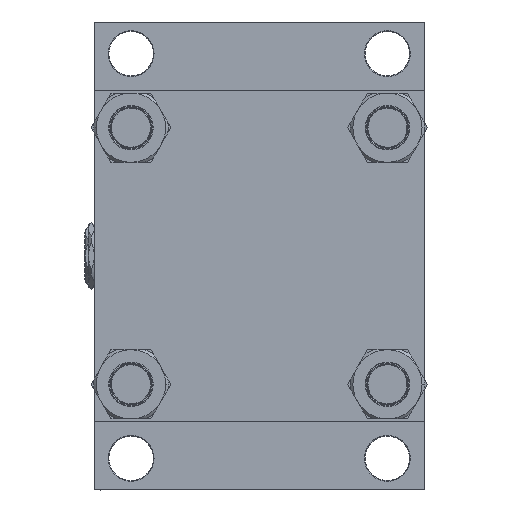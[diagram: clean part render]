
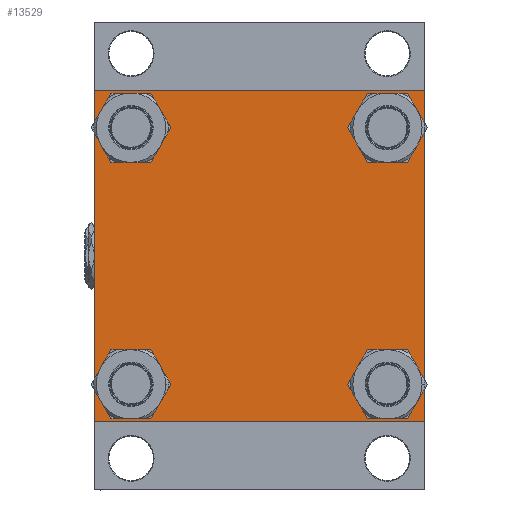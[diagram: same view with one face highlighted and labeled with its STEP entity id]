
A CAD part, left-side view. The second image highlights one B-rep face of the part: STEP entity #13529.
In plain terms, the highlighted planar face has unit normal (-1, 0, 0).
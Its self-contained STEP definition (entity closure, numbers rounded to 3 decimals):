
#385 = EDGE_CURVE ( 'NONE', #47746, #33079, #43729, .T. ) ;
#1056 = EDGE_LOOP ( 'NONE', ( #29657, #35822, #47772, #8643, #10893, #24710, #42654, #12658 ) ) ;
#1152 = AXIS2_PLACEMENT_3D ( 'NONE', #22968, #41907, #27002 ) ;
#1606 = CARTESIAN_POINT ( 'NONE',  ( 0., -122.5, -122. ) ) ;
#1657 = ORIENTED_EDGE ( 'NONE', *, *, #15111, .T. ) ;
#2013 = VECTOR ( 'NONE', #39235, 1000. ) ;
#2834 = DIRECTION ( 'NONE',  ( 0., 0., -1. ) ) ;
#3084 = LINE ( 'NONE', #14444, #26160 ) ;
#3375 = CARTESIAN_POINT ( 'NONE',  ( 0., 95.1, -110.6 ) ) ;
#3864 = CIRCLE ( 'NONE', #32054, 15.5 ) ;
#4071 = CIRCLE ( 'NONE', #12923, 15.5 ) ;
#4250 = DIRECTION ( 'NONE',  ( 1., 0., 0. ) ) ;
#4290 = VERTEX_POINT ( 'NONE', #38652 ) ;
#4971 = DIRECTION ( 'NONE',  ( 0., 0., 1. ) ) ;
#5044 = CARTESIAN_POINT ( 'NONE',  ( 0., 122.5, 122. ) ) ;
#6154 = LINE ( 'NONE', #29376, #9320 ) ;
#6583 = DIRECTION ( 'NONE',  ( 0., 0., 1. ) ) ;
#6593 = ORIENTED_EDGE ( 'NONE', *, *, #11219, .T. ) ;
#7027 = AXIS2_PLACEMENT_3D ( 'NONE', #18873, #49195, #45650 ) ;
#7747 = CARTESIAN_POINT ( 'NONE',  ( 0., 95.1, 110.6 ) ) ;
#8643 = ORIENTED_EDGE ( 'NONE', *, *, #26988, .T. ) ;
#9087 = CARTESIAN_POINT ( 'NONE',  ( 0., -122.25, 122.25 ) ) ;
#9320 = VECTOR ( 'NONE', #44514, 1000. ) ;
#9694 = EDGE_CURVE ( 'NONE', #4290, #49696, #46244, .T. ) ;
#9711 = DIRECTION ( 'NONE',  ( 1., 0., 0. ) ) ;
#10893 = ORIENTED_EDGE ( 'NONE', *, *, #13367, .F. ) ;
#11072 = FACE_OUTER_BOUND ( 'NONE', #1056, .T. ) ;
#11219 = EDGE_CURVE ( 'NONE', #33079, #47746, #43183, .T. ) ;
#11479 = CARTESIAN_POINT ( 'NONE',  ( 0., -95.1, 110.6 ) ) ;
#11709 = CARTESIAN_POINT ( 'NONE',  ( 0., 95.1, 79.6 ) ) ;
#12658 = ORIENTED_EDGE ( 'NONE', *, *, #36945, .T. ) ;
#12674 = CIRCLE ( 'NONE', #40889, 15.5 ) ;
#12859 = CARTESIAN_POINT ( 'NONE',  ( 0., -95.1, 79.6 ) ) ;
#12923 = AXIS2_PLACEMENT_3D ( 'NONE', #15605, #4250, #46893 ) ;
#12968 = VERTEX_POINT ( 'NONE', #3375 ) ;
#13257 = CARTESIAN_POINT ( 'NONE',  ( 0., -95.1, -110.6 ) ) ;
#13367 = EDGE_CURVE ( 'NONE', #28435, #35264, #37329, .T. ) ;
#13529 = ADVANCED_FACE ( 'NONE', ( #38586, #18634, #19380, #14862, #11072 ), #22676, .T. ) ;
#14103 = EDGE_CURVE ( 'NONE', #15979, #48808, #46462, .T. ) ;
#14444 = CARTESIAN_POINT ( 'NONE',  ( 0., 122.5, 122.5 ) ) ;
#14562 = DIRECTION ( 'NONE',  ( 1., 0., 0. ) ) ;
#14862 = FACE_BOUND ( 'NONE', #45627, .T. ) ;
#15105 = VECTOR ( 'NONE', #17375, 1000. ) ;
#15111 = EDGE_CURVE ( 'NONE', #45429, #33281, #12674, .T. ) ;
#15336 = EDGE_LOOP ( 'NONE', ( #17531, #1657 ) ) ;
#15424 = DIRECTION ( 'NONE',  ( 0., -1., 0. ) ) ;
#15605 = CARTESIAN_POINT ( 'NONE',  ( 0., -95.1, -95.1 ) ) ;
#15854 = CARTESIAN_POINT ( 'NONE',  ( 0., -122., -122.5 ) ) ;
#15979 = VERTEX_POINT ( 'NONE', #47967 ) ;
#16111 = EDGE_CURVE ( 'NONE', #46005, #12968, #3864, .T. ) ;
#16661 = LINE ( 'NONE', #9087, #26048 ) ;
#16751 = CARTESIAN_POINT ( 'NONE',  ( 0., 122.5, -122.5 ) ) ;
#16918 = DIRECTION ( 'NONE',  ( 1., 0., 0. ) ) ;
#17227 = CIRCLE ( 'NONE', #1152, 15.5 ) ;
#17375 = DIRECTION ( 'NONE',  ( 0., 0., -1. ) ) ;
#17531 = ORIENTED_EDGE ( 'NONE', *, *, #23774, .T. ) ;
#17590 = EDGE_CURVE ( 'NONE', #42811, #37958, #27626, .T. ) ;
#17784 = EDGE_CURVE ( 'NONE', #28435, #48808, #16661, .T. ) ;
#18574 = CARTESIAN_POINT ( 'NONE',  ( 0., 95.1, 95.1 ) ) ;
#18634 = FACE_BOUND ( 'NONE', #35313, .T. ) ;
#18873 = CARTESIAN_POINT ( 'NONE',  ( 0., 0., 0. ) ) ;
#19380 = FACE_BOUND ( 'NONE', #21374, .T. ) ;
#20567 = EDGE_CURVE ( 'NONE', #48069, #4290, #3084, .T. ) ;
#20814 = DIRECTION ( 'NONE',  ( 0., 0., 1. ) ) ;
#21374 = EDGE_LOOP ( 'NONE', ( #40264, #38389 ) ) ;
#22177 = CARTESIAN_POINT ( 'NONE',  ( 0., -122.5, 122.5 ) ) ;
#22676 = PLANE ( 'NONE',  #7027 ) ;
#22968 = CARTESIAN_POINT ( 'NONE',  ( 0., -95.1, 95.1 ) ) ;
#23774 = EDGE_CURVE ( 'NONE', #33281, #45429, #17227, .T. ) ;
#24710 = ORIENTED_EDGE ( 'NONE', *, *, #17784, .T. ) ;
#24740 = DIRECTION ( 'NONE',  ( 0., 0., 1. ) ) ;
#25962 = EDGE_CURVE ( 'NONE', #49696, #47178, #39970, .T. ) ;
#26048 = VECTOR ( 'NONE', #32067, 1000. ) ;
#26160 = VECTOR ( 'NONE', #2834, 1000. ) ;
#26988 = EDGE_CURVE ( 'NONE', #47178, #35264, #6154, .T. ) ;
#27002 = DIRECTION ( 'NONE',  ( 0., 0., 1. ) ) ;
#27626 = CIRCLE ( 'NONE', #41366, 15.5 ) ;
#27995 = CIRCLE ( 'NONE', #33693, 15.5 ) ;
#28435 = VERTEX_POINT ( 'NONE', #29010 ) ;
#28922 = DIRECTION ( 'NONE',  ( 0., 0., 1. ) ) ;
#29010 = CARTESIAN_POINT ( 'NONE',  ( 0., -122.5, 122. ) ) ;
#29051 = ORIENTED_EDGE ( 'NONE', *, *, #385, .T. ) ;
#29208 = AXIS2_PLACEMENT_3D ( 'NONE', #18574, #14562, #49131 ) ;
#29376 = CARTESIAN_POINT ( 'NONE',  ( 0., -122.25, -122.25 ) ) ;
#29657 = ORIENTED_EDGE ( 'NONE', *, *, #20567, .T. ) ;
#30315 = CARTESIAN_POINT ( 'NONE',  ( 0., 122.5, 122.5 ) ) ;
#31724 = LINE ( 'NONE', #47124, #36967 ) ;
#31839 = VECTOR ( 'NONE', #43185, 1000. ) ;
#32054 = AXIS2_PLACEMENT_3D ( 'NONE', #49471, #45207, #6583 ) ;
#32067 = DIRECTION ( 'NONE',  ( 0., 0.707, 0.707 ) ) ;
#32357 = CARTESIAN_POINT ( 'NONE',  ( 0., -122., 122.5 ) ) ;
#33079 = VERTEX_POINT ( 'NONE', #7747 ) ;
#33281 = VERTEX_POINT ( 'NONE', #11479 ) ;
#33608 = CARTESIAN_POINT ( 'NONE',  ( 0., 95.1, -79.6 ) ) ;
#33693 = AXIS2_PLACEMENT_3D ( 'NONE', #48605, #48863, #28922 ) ;
#34876 = CARTESIAN_POINT ( 'NONE',  ( 0., 122.25, -122.25 ) ) ;
#35264 = VERTEX_POINT ( 'NONE', #1606 ) ;
#35313 = EDGE_LOOP ( 'NONE', ( #48551, #48503 ) ) ;
#35822 = ORIENTED_EDGE ( 'NONE', *, *, #9694, .T. ) ;
#35948 = AXIS2_PLACEMENT_3D ( 'NONE', #40040, #43586, #4971 ) ;
#36945 = EDGE_CURVE ( 'NONE', #15979, #48069, #31724, .T. ) ;
#36967 = VECTOR ( 'NONE', #46400, 1000. ) ;
#37329 = LINE ( 'NONE', #22177, #15105 ) ;
#37958 = VERTEX_POINT ( 'NONE', #40291 ) ;
#38389 = ORIENTED_EDGE ( 'NONE', *, *, #45613, .T. ) ;
#38586 = FACE_BOUND ( 'NONE', #15336, .T. ) ;
#38652 = CARTESIAN_POINT ( 'NONE',  ( 0., 122.5, -122. ) ) ;
#39235 = DIRECTION ( 'NONE',  ( 0., -1., 0. ) ) ;
#39970 = LINE ( 'NONE', #16751, #2013 ) ;
#40040 = CARTESIAN_POINT ( 'NONE',  ( 0., 95.1, 95.1 ) ) ;
#40264 = ORIENTED_EDGE ( 'NONE', *, *, #16111, .T. ) ;
#40291 = CARTESIAN_POINT ( 'NONE',  ( 0., -95.1, -79.6 ) ) ;
#40770 = EDGE_CURVE ( 'NONE', #37958, #42811, #4071, .T. ) ;
#40889 = AXIS2_PLACEMENT_3D ( 'NONE', #44175, #16918, #24740 ) ;
#41366 = AXIS2_PLACEMENT_3D ( 'NONE', #47820, #9711, #20814 ) ;
#41907 = DIRECTION ( 'NONE',  ( 1., 0., 0. ) ) ;
#42474 = VECTOR ( 'NONE', #15424, 1000. ) ;
#42654 = ORIENTED_EDGE ( 'NONE', *, *, #14103, .F. ) ;
#42811 = VERTEX_POINT ( 'NONE', #13257 ) ;
#43183 = CIRCLE ( 'NONE', #35948, 15.5 ) ;
#43185 = DIRECTION ( 'NONE',  ( 0., -0.707, -0.707 ) ) ;
#43586 = DIRECTION ( 'NONE',  ( 1., 0., 0. ) ) ;
#43729 = CIRCLE ( 'NONE', #29208, 15.5 ) ;
#44175 = CARTESIAN_POINT ( 'NONE',  ( 0., -95.1, 95.1 ) ) ;
#44514 = DIRECTION ( 'NONE',  ( 0., -0.707, 0.707 ) ) ;
#45207 = DIRECTION ( 'NONE',  ( 1., 0., 0. ) ) ;
#45429 = VERTEX_POINT ( 'NONE', #12859 ) ;
#45613 = EDGE_CURVE ( 'NONE', #12968, #46005, #27995, .T. ) ;
#45627 = EDGE_LOOP ( 'NONE', ( #6593, #29051 ) ) ;
#45650 = DIRECTION ( 'NONE',  ( 0., 0., 1. ) ) ;
#46005 = VERTEX_POINT ( 'NONE', #33608 ) ;
#46244 = LINE ( 'NONE', #34876, #31839 ) ;
#46400 = DIRECTION ( 'NONE',  ( 0., 0.707, -0.707 ) ) ;
#46462 = LINE ( 'NONE', #30315, #42474 ) ;
#46893 = DIRECTION ( 'NONE',  ( 0., 0., 1. ) ) ;
#46959 = CARTESIAN_POINT ( 'NONE',  ( 0., 122., -122.5 ) ) ;
#47124 = CARTESIAN_POINT ( 'NONE',  ( 0., 122.25, 122.25 ) ) ;
#47178 = VERTEX_POINT ( 'NONE', #15854 ) ;
#47746 = VERTEX_POINT ( 'NONE', #11709 ) ;
#47772 = ORIENTED_EDGE ( 'NONE', *, *, #25962, .T. ) ;
#47820 = CARTESIAN_POINT ( 'NONE',  ( 0., -95.1, -95.1 ) ) ;
#47967 = CARTESIAN_POINT ( 'NONE',  ( 0., 122., 122.5 ) ) ;
#48069 = VERTEX_POINT ( 'NONE', #5044 ) ;
#48503 = ORIENTED_EDGE ( 'NONE', *, *, #17590, .T. ) ;
#48551 = ORIENTED_EDGE ( 'NONE', *, *, #40770, .T. ) ;
#48605 = CARTESIAN_POINT ( 'NONE',  ( 0., 95.1, -95.1 ) ) ;
#48808 = VERTEX_POINT ( 'NONE', #32357 ) ;
#48863 = DIRECTION ( 'NONE',  ( 1., 0., 0. ) ) ;
#49131 = DIRECTION ( 'NONE',  ( 0., 0., 1. ) ) ;
#49195 = DIRECTION ( 'NONE',  ( -1., 0., 0. ) ) ;
#49471 = CARTESIAN_POINT ( 'NONE',  ( 0., 95.1, -95.1 ) ) ;
#49696 = VERTEX_POINT ( 'NONE', #46959 ) ;
